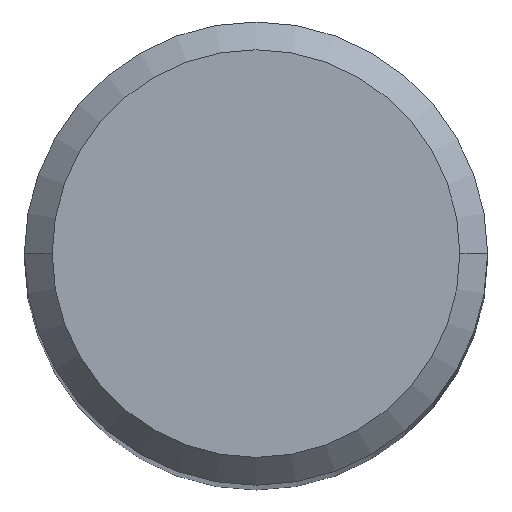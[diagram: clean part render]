
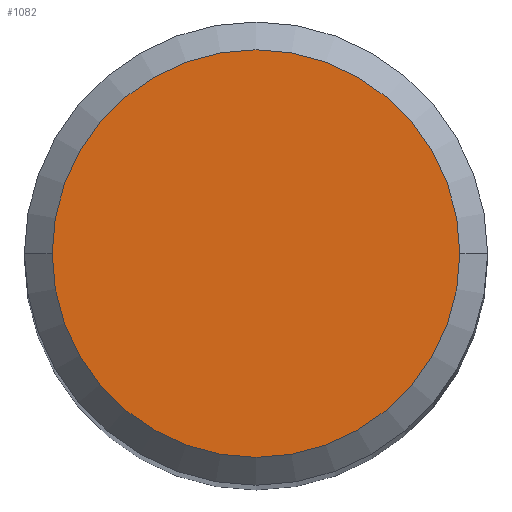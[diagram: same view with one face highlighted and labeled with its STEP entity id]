
A CAD part, top view. The second image highlights one B-rep face of the part: STEP entity #1082.
In plain terms, the highlighted planar face has unit normal (0, 0, 1).
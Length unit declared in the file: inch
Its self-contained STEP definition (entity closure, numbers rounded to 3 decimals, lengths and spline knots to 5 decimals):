
#90 = AXIS2_PLACEMENT_3D ( 'NONE', #686, #406, #765 ) ;
#122 = CARTESIAN_POINT ( 'NONE',  ( 0.11, 0., 2.5 ) ) ;
#132 = VERTEX_POINT ( 'NONE', #122 ) ;
#229 = VERTEX_POINT ( 'NONE', #360 ) ;
#358 = DIRECTION ( 'NONE',  ( 1., 0., 0. ) ) ;
#360 = CARTESIAN_POINT ( 'NONE',  ( -0.11, 0., 2.5 ) ) ;
#406 = DIRECTION ( 'NONE',  ( 0., 0., 1. ) ) ;
#457 = CARTESIAN_POINT ( 'NONE',  ( 0., 0., 2.5 ) ) ;
#543 = PLANE ( 'NONE',  #1012 ) ;
#575 = AXIS2_PLACEMENT_3D ( 'NONE', #457, #826, #358 ) ;
#646 = ORIENTED_EDGE ( 'NONE', *, *, #755, .T. ) ;
#686 = CARTESIAN_POINT ( 'NONE',  ( 0., 0., 2.5 ) ) ;
#755 = EDGE_CURVE ( 'NONE', #229, #132, #1149, .T. ) ;
#765 = DIRECTION ( 'NONE',  ( 1., 0., 0. ) ) ;
#826 = DIRECTION ( 'NONE',  ( 0., 0., 1. ) ) ;
#838 = FACE_OUTER_BOUND ( 'NONE', #867, .T. ) ;
#867 = EDGE_LOOP ( 'NONE', ( #646, #911 ) ) ;
#911 = ORIENTED_EDGE ( 'NONE', *, *, #1122, .T. ) ;
#918 = CARTESIAN_POINT ( 'NONE',  ( 0., 0., 2.5 ) ) ;
#1012 = AXIS2_PLACEMENT_3D ( 'NONE', #918, #1206, #1013 ) ;
#1013 = DIRECTION ( 'NONE',  ( 1., 0., 0. ) ) ;
#1082 = ADVANCED_FACE ( 'NONE', ( #838 ), #543, .T. ) ;
#1093 = CIRCLE ( 'NONE', #575, 0.11 ) ;
#1122 = EDGE_CURVE ( 'NONE', #132, #229, #1093, .T. ) ;
#1149 = CIRCLE ( 'NONE', #90, 0.11 ) ;
#1206 = DIRECTION ( 'NONE',  ( 0., 0., 1. ) ) ;
